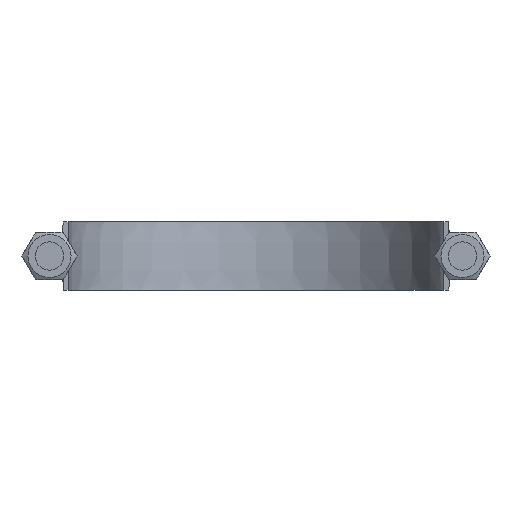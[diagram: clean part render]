
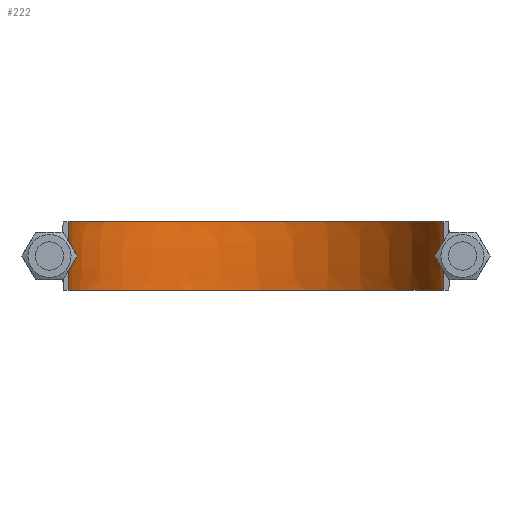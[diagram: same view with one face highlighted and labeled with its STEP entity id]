
A CAD part, front view. The second image highlights one B-rep face of the part: STEP entity #222.
In plain terms, the highlighted face is a extrusion surface.
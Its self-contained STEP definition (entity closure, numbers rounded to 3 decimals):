
#222 = ADVANCED_FACE( '', ( #268 ), #269, .T. );
#268 = FACE_OUTER_BOUND( '', #556, .T. );
#269 = SURFACE_OF_LINEAR_EXTRUSION( '', #557, #558 );
#556 = EDGE_LOOP( '', ( #1380, #1381, #1382, #1383 ) );
#557 = B_SPLINE_CURVE_WITH_KNOTS( '', 3, ( #1384, #1385, #1386, #1387, #1388, #1389, #1390, #1391, #1392, #1393, #1394, #1395, #1396, #1397, #1398, #1399, #1400 ), .UNSPECIFIED., .F., .F., ( 4, 3, 1, 1, 1, 1, 1, 1, 1, 3, 4 ), ( -10., -9., -8., -7., -6., -5., -4., -3., -2., -1., 0. ), .UNSPECIFIED. );
#558 = VECTOR( '', #1401, 1000. );
#1380 = ORIENTED_EDGE( '', *, *, #1658, .F. );
#1381 = ORIENTED_EDGE( '', *, *, #1653, .F. );
#1382 = ORIENTED_EDGE( '', *, *, #1662, .T. );
#1383 = ORIENTED_EDGE( '', *, *, #1663, .T. );
#1384 = CARTESIAN_POINT( '', ( -82.85, 83.5, -278.469 ) );
#1385 = CARTESIAN_POINT( '', ( -82.85, 110.717, -278.469 ) );
#1386 = CARTESIAN_POINT( '', ( -82.85, 137.933, -278.469 ) );
#1387 = CARTESIAN_POINT( '', ( -82.85, 165.15, -278.469 ) );
#1388 = CARTESIAN_POINT( '', ( -82.85, 175.98, -278.469 ) );
#1389 = CARTESIAN_POINT( '', ( -78.536, 197.687, -278.469 ) );
#1390 = CARTESIAN_POINT( '', ( -60.109, 225.257, -278.469 ) );
#1391 = CARTESIAN_POINT( '', ( -32.531, 243.687, -278.469 ) );
#1392 = CARTESIAN_POINT( '', ( 0., 250.157, -278.469 ) );
#1393 = CARTESIAN_POINT( '', ( 32.531, 243.687, -278.469 ) );
#1394 = CARTESIAN_POINT( '', ( 60.109, 225.257, -278.469 ) );
#1395 = CARTESIAN_POINT( '', ( 78.536, 197.687, -278.469 ) );
#1396 = CARTESIAN_POINT( '', ( 82.85, 175.98, -278.469 ) );
#1397 = CARTESIAN_POINT( '', ( 82.85, 165.15, -278.469 ) );
#1398 = CARTESIAN_POINT( '', ( 82.85, 137.933, -278.469 ) );
#1399 = CARTESIAN_POINT( '', ( 82.85, 110.717, -278.469 ) );
#1400 = CARTESIAN_POINT( '', ( 82.85, 83.5, -278.469 ) );
#1401 = DIRECTION( '', ( 0., 0., 1. ) );
#1653 = EDGE_CURVE( '', #1735, #1736, #1737, .T. );
#1658 = EDGE_CURVE( '', #1736, #1745, #1746, .T. );
#1662 = EDGE_CURVE( '', #1735, #1752, #1753, .T. );
#1663 = EDGE_CURVE( '', #1752, #1745, #1754, .T. );
#1735 = VERTEX_POINT( '', #1883 );
#1736 = VERTEX_POINT( '', #1884 );
#1737 = LINE( '', #1885, #1886 );
#1745 = VERTEX_POINT( '', #1936 );
#1746 = B_SPLINE_CURVE_WITH_KNOTS( '', 3, ( #1937, #1938, #1939, #1940, #1941, #1942, #1943, #1944, #1945, #1946, #1947, #1948, #1949, #1950, #1951, #1952, #1953 ), .UNSPECIFIED., .F., .F., ( 4, 3, 1, 1, 1, 1, 1, 1, 1, 3, 4 ), ( -10., -9., -8., -7., -6., -5., -4., -3., -2., -1., 0. ), .UNSPECIFIED. );
#1752 = VERTEX_POINT( '', #1986 );
#1753 = B_SPLINE_CURVE_WITH_KNOTS( '', 3, ( #1987, #1988, #1989, #1990, #1991, #1992, #1993, #1994, #1995, #1996, #1997, #1998, #1999, #2000, #2001, #2002, #2003 ), .UNSPECIFIED., .F., .F., ( 4, 3, 1, 1, 1, 1, 1, 1, 1, 3, 4 ), ( -10., -9., -8., -7., -6., -5., -4., -3., -2., -1., 0. ), .UNSPECIFIED. );
#1754 = LINE( '', #2004, #2005 );
#1883 = CARTESIAN_POINT( '', ( -82.85, 83.5, -15. ) );
#1884 = CARTESIAN_POINT( '', ( -82.85, 83.5, 15. ) );
#1885 = CARTESIAN_POINT( '', ( -82.85, 83.5, -278.469 ) );
#1886 = VECTOR( '', #2385, 1000. );
#1936 = CARTESIAN_POINT( '', ( 82.85, 83.5, 15. ) );
#1937 = CARTESIAN_POINT( '', ( -82.85, 83.5, 15. ) );
#1938 = CARTESIAN_POINT( '', ( -82.85, 110.717, 15. ) );
#1939 = CARTESIAN_POINT( '', ( -82.85, 137.933, 15. ) );
#1940 = CARTESIAN_POINT( '', ( -82.85, 165.15, 15. ) );
#1941 = CARTESIAN_POINT( '', ( -82.85, 175.98, 15. ) );
#1942 = CARTESIAN_POINT( '', ( -78.536, 197.687, 15. ) );
#1943 = CARTESIAN_POINT( '', ( -60.109, 225.257, 15. ) );
#1944 = CARTESIAN_POINT( '', ( -32.531, 243.687, 15. ) );
#1945 = CARTESIAN_POINT( '', ( 0., 250.157, 15. ) );
#1946 = CARTESIAN_POINT( '', ( 32.531, 243.687, 15. ) );
#1947 = CARTESIAN_POINT( '', ( 60.109, 225.257, 15. ) );
#1948 = CARTESIAN_POINT( '', ( 78.536, 197.687, 15. ) );
#1949 = CARTESIAN_POINT( '', ( 82.85, 175.98, 15. ) );
#1950 = CARTESIAN_POINT( '', ( 82.85, 165.15, 15. ) );
#1951 = CARTESIAN_POINT( '', ( 82.85, 137.933, 15. ) );
#1952 = CARTESIAN_POINT( '', ( 82.85, 110.717, 15. ) );
#1953 = CARTESIAN_POINT( '', ( 82.85, 83.5, 15. ) );
#1986 = CARTESIAN_POINT( '', ( 82.85, 83.5, -15. ) );
#1987 = CARTESIAN_POINT( '', ( -82.85, 83.5, -15. ) );
#1988 = CARTESIAN_POINT( '', ( -82.85, 110.717, -15. ) );
#1989 = CARTESIAN_POINT( '', ( -82.85, 137.933, -15. ) );
#1990 = CARTESIAN_POINT( '', ( -82.85, 165.15, -15. ) );
#1991 = CARTESIAN_POINT( '', ( -82.85, 175.98, -15. ) );
#1992 = CARTESIAN_POINT( '', ( -78.536, 197.687, -15. ) );
#1993 = CARTESIAN_POINT( '', ( -60.109, 225.257, -15. ) );
#1994 = CARTESIAN_POINT( '', ( -32.531, 243.687, -15. ) );
#1995 = CARTESIAN_POINT( '', ( 0., 250.157, -15. ) );
#1996 = CARTESIAN_POINT( '', ( 32.531, 243.687, -15. ) );
#1997 = CARTESIAN_POINT( '', ( 60.109, 225.257, -15. ) );
#1998 = CARTESIAN_POINT( '', ( 78.536, 197.687, -15. ) );
#1999 = CARTESIAN_POINT( '', ( 82.85, 175.98, -15. ) );
#2000 = CARTESIAN_POINT( '', ( 82.85, 165.15, -15. ) );
#2001 = CARTESIAN_POINT( '', ( 82.85, 137.933, -15. ) );
#2002 = CARTESIAN_POINT( '', ( 82.85, 110.717, -15. ) );
#2003 = CARTESIAN_POINT( '', ( 82.85, 83.5, -15. ) );
#2004 = CARTESIAN_POINT( '', ( 82.85, 83.5, -278.469 ) );
#2005 = VECTOR( '', #2389, 1000. );
#2385 = DIRECTION( '', ( 0., 0., 1. ) );
#2389 = DIRECTION( '', ( 0., 0., 1. ) );
